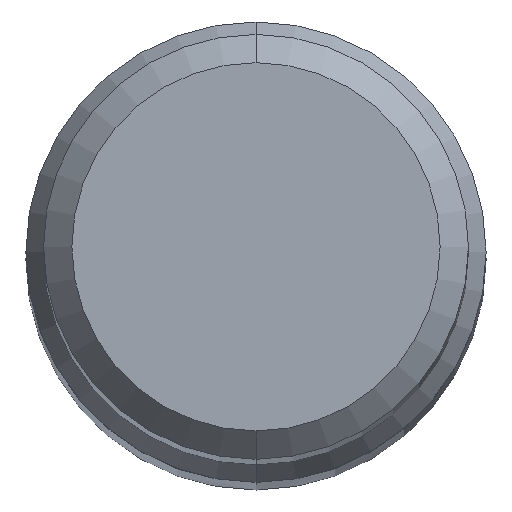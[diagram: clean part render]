
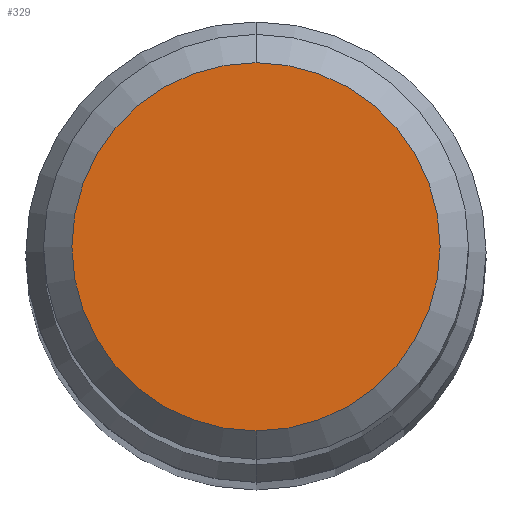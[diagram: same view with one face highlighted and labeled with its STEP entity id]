
A CAD part, top view. The second image highlights one B-rep face of the part: STEP entity #329.
In plain terms, the highlighted planar face has unit normal (0, 0, 1).
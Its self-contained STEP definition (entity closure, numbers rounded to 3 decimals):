
#173=EDGE_CURVE('',#391,#301,#465,.T.);
#301=VERTEX_POINT('',#605);
#329=ADVANCED_FACE('',(#637),#638,.T.);
#359=EDGE_CURVE('',#301,#391,#669,.T.);
#391=VERTEX_POINT('',#706);
#465=CIRCLE('',#779,2.6);
#605=CARTESIAN_POINT('',(0.,-2.6,41.567));
#637=FACE_OUTER_BOUND('',#1110,.T.);
#638=PLANE('',#1111);
#669=CIRCLE('',#1177,2.6);
#706=CARTESIAN_POINT('',(0.0,2.6,41.567));
#779=AXIS2_PLACEMENT_3D('',#1414,#1415,#1416);
#1110=EDGE_LOOP('',(#1620,#1621));
#1111=AXIS2_PLACEMENT_3D('',#1622,#1623,#1624);
#1177=AXIS2_PLACEMENT_3D('',#1647,#1648,#1649);
#1414=CARTESIAN_POINT('',(0.0,0.0,41.567));
#1415=DIRECTION('',(0.0,0.0,-1.0));
#1416=DIRECTION('',(0.0,1.0,0.0));
#1620=ORIENTED_EDGE('',*,*,#173,.F.);
#1621=ORIENTED_EDGE('',*,*,#359,.F.);
#1622=CARTESIAN_POINT('',(0.0,1.3,41.567));
#1623=DIRECTION('',(-0.0,0.0,1.0));
#1624=DIRECTION('',(0.0,-1.0,0.0));
#1647=CARTESIAN_POINT('',(0.0,0.0,41.567));
#1648=DIRECTION('',(0.0,0.0,-1.0));
#1649=DIRECTION('',(0.0,1.0,0.0));
